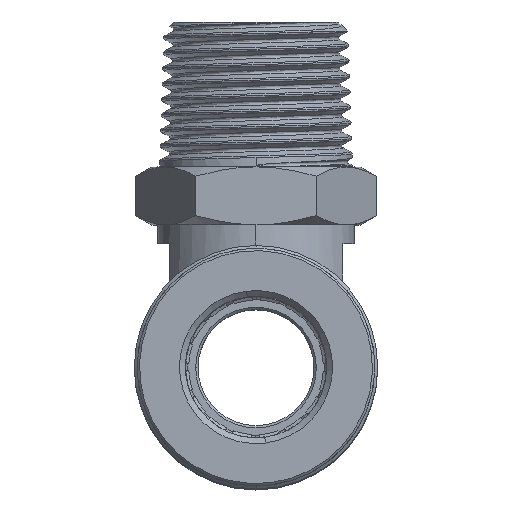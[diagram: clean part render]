
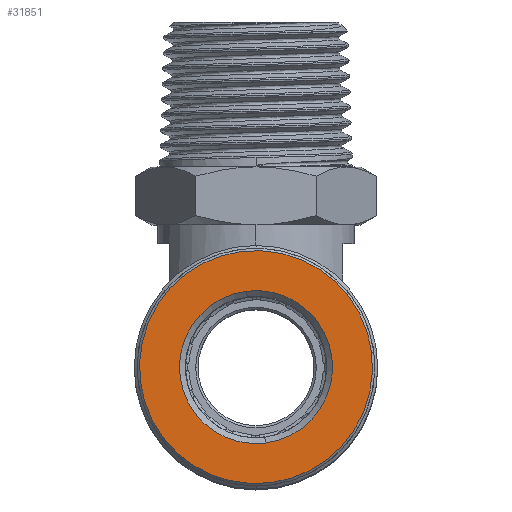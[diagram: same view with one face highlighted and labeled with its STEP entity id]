
A CAD part, top view. The second image highlights one B-rep face of the part: STEP entity #31851.
In plain terms, the highlighted planar face has unit normal (0, 0, 1).
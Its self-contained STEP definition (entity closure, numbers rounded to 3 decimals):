
#500 = CARTESIAN_POINT ( 'NONE',  ( -9.972, -1.25, 21.432 ) ) ;
#2063 = CARTESIAN_POINT ( 'NONE',  ( 0., 0., 21.432 ) ) ;
#2278 = VERTEX_POINT ( 'NONE', #500 ) ;
#3567 = DIRECTION ( 'NONE',  ( -0.124, 0.992, 0. ) ) ;
#4668 = ORIENTED_EDGE ( 'NONE', *, *, #48369, .T. ) ;
#4823 = ORIENTED_EDGE ( 'NONE', *, *, #23138, .T. ) ;
#4852 = CIRCLE ( 'NONE', #21747, 6.6 ) ;
#6355 = DIRECTION ( 'NONE',  ( 0.992, 0.124, 0. ) ) ;
#9563 = AXIS2_PLACEMENT_3D ( 'NONE', #14129, #43898, #18417 ) ;
#11785 = CARTESIAN_POINT ( 'NONE',  ( 0.821, -6.549, 21.432 ) ) ;
#13086 = CARTESIAN_POINT ( 'NONE',  ( 0., 0., 21.432 ) ) ;
#13279 = CARTESIAN_POINT ( 'NONE',  ( 9.972, 1.25, 21.432 ) ) ;
#14129 = CARTESIAN_POINT ( 'NONE',  ( 0., 0., 21.432 ) ) ;
#14133 = ORIENTED_EDGE ( 'NONE', *, *, #42038, .T. ) ;
#15590 = VERTEX_POINT ( 'NONE', #16472 ) ;
#16472 = CARTESIAN_POINT ( 'NONE',  ( -0.821, 6.549, 21.432 ) ) ;
#17402 = DIRECTION ( 'NONE',  ( -0.124, 0.992, 0. ) ) ;
#18180 = AXIS2_PLACEMENT_3D ( 'NONE', #54547, #29136, #3567 ) ;
#18256 = PLANE ( 'NONE',  #9563 ) ;
#18417 = DIRECTION ( 'NONE',  ( -0.992, -0.124, 0. ) ) ;
#21747 = AXIS2_PLACEMENT_3D ( 'NONE', #13086, #42871, #17402 ) ;
#23138 = EDGE_CURVE ( 'NONE', #39711, #2278, #54118, .T. ) ;
#23236 = CIRCLE ( 'NONE', #18180, 6.6 ) ;
#25338 = DIRECTION ( 'NONE',  ( 0., 0., 1. ) ) ;
#29136 = DIRECTION ( 'NONE',  ( 0., 0., -1. ) ) ;
#30194 = CIRCLE ( 'NONE', #43479, 10.05 ) ;
#31851 = ADVANCED_FACE ( 'NONE', ( #41654, #40327 ), #18256, .T. ) ;
#31919 = DIRECTION ( 'NONE',  ( 0., 0., 1. ) ) ;
#34177 = VERTEX_POINT ( 'NONE', #11785 ) ;
#36277 = EDGE_LOOP ( 'NONE', ( #4823, #4668 ) ) ;
#39711 = VERTEX_POINT ( 'NONE', #13279 ) ;
#40327 = FACE_OUTER_BOUND ( 'NONE', #36277, .T. ) ;
#41654 = FACE_BOUND ( 'NONE', #49913, .T. ) ;
#42038 = EDGE_CURVE ( 'NONE', #15590, #34177, #23236, .T. ) ;
#42871 = DIRECTION ( 'NONE',  ( 0., 0., -1. ) ) ;
#43479 = AXIS2_PLACEMENT_3D ( 'NONE', #2063, #31919, #6355 ) ;
#43898 = DIRECTION ( 'NONE',  ( 0., 0., 1. ) ) ;
#46110 = AXIS2_PLACEMENT_3D ( 'NONE', #50740, #25338, #55007 ) ;
#48197 = EDGE_CURVE ( 'NONE', #34177, #15590, #4852, .T. ) ;
#48369 = EDGE_CURVE ( 'NONE', #2278, #39711, #30194, .T. ) ;
#49913 = EDGE_LOOP ( 'NONE', ( #14133, #50442 ) ) ;
#50442 = ORIENTED_EDGE ( 'NONE', *, *, #48197, .T. ) ;
#50740 = CARTESIAN_POINT ( 'NONE',  ( 0., 0., 21.432 ) ) ;
#54118 = CIRCLE ( 'NONE', #46110, 10.05 ) ;
#54547 = CARTESIAN_POINT ( 'NONE',  ( 0., 0., 21.432 ) ) ;
#55007 = DIRECTION ( 'NONE',  ( 0.992, 0.124, 0. ) ) ;
